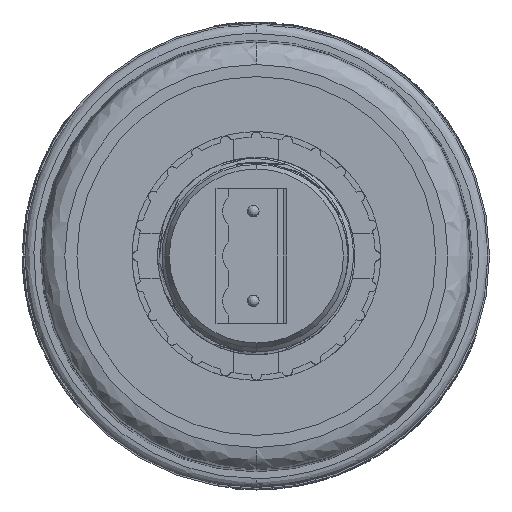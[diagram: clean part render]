
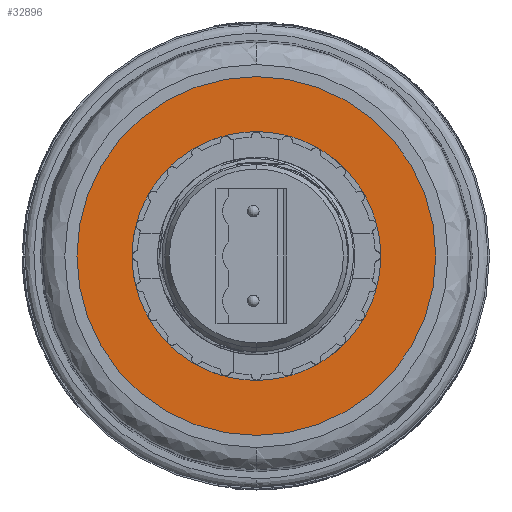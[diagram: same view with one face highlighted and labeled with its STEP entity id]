
A CAD part, left-side view. The second image highlights one B-rep face of the part: STEP entity #32896.
In plain terms, the highlighted planar face has unit normal (-1, 0, 0).
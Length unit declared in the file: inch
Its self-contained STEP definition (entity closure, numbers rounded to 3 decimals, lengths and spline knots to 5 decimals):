
#1500 = EDGE_LOOP ( 'NONE', ( #68177, #21490 ) ) ;
#3263 = AXIS2_PLACEMENT_3D ( 'NONE', #70013, #53851, #69779 ) ;
#3329 = ORIENTED_EDGE ( 'NONE', *, *, #37236, .T. ) ;
#3956 = DIRECTION ( 'NONE',  ( 0., 0., 1. ) ) ;
#4451 = AXIS2_PLACEMENT_3D ( 'NONE', #61008, #33061, #33315 ) ;
#5028 = CARTESIAN_POINT ( 'NONE',  ( -0.03937, 0., 0.45276 ) ) ;
#5150 = CARTESIAN_POINT ( 'NONE',  ( -0.03937, 0.44586, -0.07874 ) ) ;
#11268 = LINE ( 'NONE', #46990, #66787 ) ;
#11618 = VERTEX_POINT ( 'NONE', #26819 ) ;
#11872 = VERTEX_POINT ( 'NONE', #61436 ) ;
#12365 = CARTESIAN_POINT ( 'NONE',  ( -0.03937, 0., -0.07874 ) ) ;
#13817 = CIRCLE ( 'NONE', #29352, 0.7874 ) ;
#13863 = EDGE_LOOP ( 'NONE', ( #3329, #44834, #16180, #35864, #68591, #52538 ) ) ;
#16141 = EDGE_CURVE ( 'NONE', #54327, #66476, #13817, .T. ) ;
#16180 = ORIENTED_EDGE ( 'NONE', *, *, #53749, .T. ) ;
#17048 = DIRECTION ( 'NONE',  ( 0., 0., 1. ) ) ;
#17286 = PLANE ( 'NONE',  #57052 ) ;
#17328 = DIRECTION ( 'NONE',  ( 1., 0., 0. ) ) ;
#19212 = CARTESIAN_POINT ( 'NONE',  ( -0.03937, 0., 0. ) ) ;
#20799 = CARTESIAN_POINT ( 'NONE',  ( -0.03937, 0., 0.07874 ) ) ;
#21490 = ORIENTED_EDGE ( 'NONE', *, *, #16141, .F. ) ;
#21932 = CIRCLE ( 'NONE', #4451, 0.45276 ) ;
#22133 = LINE ( 'NONE', #20799, #52924 ) ;
#22821 = CARTESIAN_POINT ( 'NONE',  ( -0.03937, 0., 0. ) ) ;
#24084 = EDGE_CURVE ( 'NONE', #64348, #46311, #46854, .T. ) ;
#26819 = CARTESIAN_POINT ( 'NONE',  ( -0.03937, 0.44586, 0.07874 ) ) ;
#27450 = CARTESIAN_POINT ( 'NONE',  ( -0.03937, 0.5315, 0.07874 ) ) ;
#27490 = CARTESIAN_POINT ( 'NONE',  ( -0.03937, 0.5315, -0.07874 ) ) ;
#27854 = CIRCLE ( 'NONE', #3263, 0.7874 ) ;
#29352 = AXIS2_PLACEMENT_3D ( 'NONE', #19212, #62917, #46277 ) ;
#32896 = ADVANCED_FACE ( 'NONE', ( #45715, #68694 ), #17286, .T. ) ;
#33061 = DIRECTION ( 'NONE',  ( 1., 0., 0. ) ) ;
#33315 = DIRECTION ( 'NONE',  ( 0., 0., -1. ) ) ;
#33769 = DIRECTION ( 'NONE',  ( 0., 0., -1. ) ) ;
#35380 = AXIS2_PLACEMENT_3D ( 'NONE', #22821, #17328, #33769 ) ;
#35864 = ORIENTED_EDGE ( 'NONE', *, *, #24084, .T. ) ;
#36600 = VERTEX_POINT ( 'NONE', #27450 ) ;
#37236 = EDGE_CURVE ( 'NONE', #11618, #59780, #49245, .T. ) ;
#37905 = DIRECTION ( 'NONE',  ( 0., 0., -1. ) ) ;
#43934 = CARTESIAN_POINT ( 'NONE',  ( -0.03937, 0., 0. ) ) ;
#44472 = EDGE_CURVE ( 'NONE', #66476, #54327, #27854, .T. ) ;
#44834 = ORIENTED_EDGE ( 'NONE', *, *, #48589, .T. ) ;
#45715 = FACE_BOUND ( 'NONE', #13863, .T. ) ;
#46277 = DIRECTION ( 'NONE',  ( 0., 0., -1. ) ) ;
#46311 = VERTEX_POINT ( 'NONE', #27490 ) ;
#46854 = LINE ( 'NONE', #12365, #47695 ) ;
#46990 = CARTESIAN_POINT ( 'NONE',  ( -0.03937, 0.5315, 0. ) ) ;
#47695 = VECTOR ( 'NONE', #47976, 39.37008 ) ;
#47976 = DIRECTION ( 'NONE',  ( 0., 1., 0. ) ) ;
#48589 = EDGE_CURVE ( 'NONE', #59780, #11872, #21932, .T. ) ;
#49245 = CIRCLE ( 'NONE', #35380, 0.45276 ) ;
#52538 = ORIENTED_EDGE ( 'NONE', *, *, #53122, .T. ) ;
#52924 = VECTOR ( 'NONE', #58965, 39.37008 ) ;
#53122 = EDGE_CURVE ( 'NONE', #36600, #11618, #22133, .T. ) ;
#53749 = EDGE_CURVE ( 'NONE', #11872, #64348, #59577, .T. ) ;
#53851 = DIRECTION ( 'NONE',  ( 1., 0., 0. ) ) ;
#54095 = CARTESIAN_POINT ( 'NONE',  ( -0.03937, 0., 0.7874 ) ) ;
#54327 = VERTEX_POINT ( 'NONE', #54095 ) ;
#55900 = CARTESIAN_POINT ( 'NONE',  ( -0.03937, 0., -0.7874 ) ) ;
#57052 = AXIS2_PLACEMENT_3D ( 'NONE', #66661, #60247, #17048 ) ;
#58965 = DIRECTION ( 'NONE',  ( 0., -1., 0. ) ) ;
#59577 = CIRCLE ( 'NONE', #66109, 0.45276 ) ;
#59780 = VERTEX_POINT ( 'NONE', #5028 ) ;
#60247 = DIRECTION ( 'NONE',  ( -1., 0., 0. ) ) ;
#61008 = CARTESIAN_POINT ( 'NONE',  ( -0.03937, 0., 0. ) ) ;
#61436 = CARTESIAN_POINT ( 'NONE',  ( -0.03937, 0., -0.45276 ) ) ;
#62917 = DIRECTION ( 'NONE',  ( 1., 0., 0. ) ) ;
#64348 = VERTEX_POINT ( 'NONE', #5150 ) ;
#66109 = AXIS2_PLACEMENT_3D ( 'NONE', #43934, #70801, #37905 ) ;
#66476 = VERTEX_POINT ( 'NONE', #55900 ) ;
#66661 = CARTESIAN_POINT ( 'NONE',  ( -0.03937, 0., 0. ) ) ;
#66787 = VECTOR ( 'NONE', #3956, 39.37008 ) ;
#68163 = EDGE_CURVE ( 'NONE', #46311, #36600, #11268, .T. ) ;
#68177 = ORIENTED_EDGE ( 'NONE', *, *, #44472, .F. ) ;
#68591 = ORIENTED_EDGE ( 'NONE', *, *, #68163, .T. ) ;
#68694 = FACE_OUTER_BOUND ( 'NONE', #1500, .T. ) ;
#69779 = DIRECTION ( 'NONE',  ( 0., 0., -1. ) ) ;
#70013 = CARTESIAN_POINT ( 'NONE',  ( -0.03937, 0., 0. ) ) ;
#70801 = DIRECTION ( 'NONE',  ( 1., 0., 0. ) ) ;
